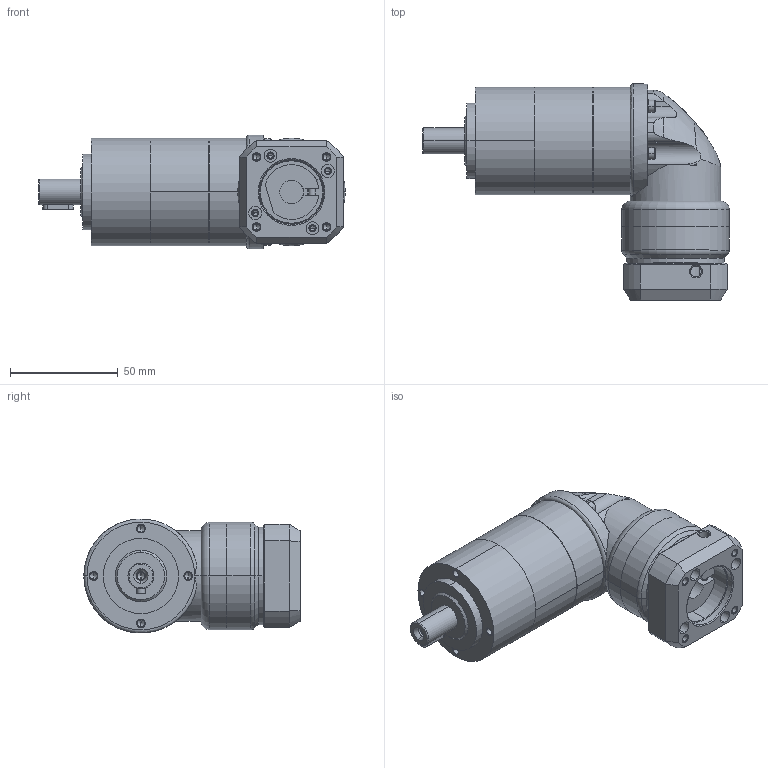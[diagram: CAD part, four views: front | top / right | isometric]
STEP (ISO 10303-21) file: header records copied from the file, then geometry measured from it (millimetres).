
FILE_DESCRIPTION((''),'2;1');
FILE_NAME('AER0502-P0403100302_ASM','2008-09-03T',('d00080'),(''),'PRO/ENGINEER BY PARAMETRIC TECHNOLOGY CORPORATION, 2006170','PRO/ENGINEER BY PARAMETRIC TECHNOLOGY CORPORATION, 2006170','');
FILE_SCHEMA(('CONFIG_CONTROL_DESIGN'));
Length unit declared in the file: millimetre
Products named in the file (10): AE050-2; P241; RG-SET3-1_ASM; PD110001; 233100001; 220100406; HOUSING-SET-1_ASM; P1305100001; P0403100302; AER0502-P0403100302_ASM
Assembly tree (15 placements, depth 3):
  AER0502-P0403100302_ASM
    AE050-2
    RG-SET3-1_ASM
      P241
    HOUSING-SET-1_ASM
      PD110001
      233100001  x4
      220100406  x4
    P1305100001
    P0403100302
Bounding box: 142.5 x 100.5 x 52.95 mm (x, y, z)
Volume: 274981.4 mm3; surface area: 59449.3 mm2
Topology: 14 solids, 32 shells, 520 faces, 1197 edges, 728 vertices
Faces by surface type: cylinder 230, plane 146, cone 92, torus 35, bspline 17
Entity records: 12891 total; most frequent: CARTESIAN_POINT 3182, DIRECTION 2176, ORIENTED_EDGE 1782, EDGE_CURVE 927, AXIS2_PLACEMENT_3D 916, VERTEX_POINT 590, EDGE_LOOP 493, CIRCLE 484
